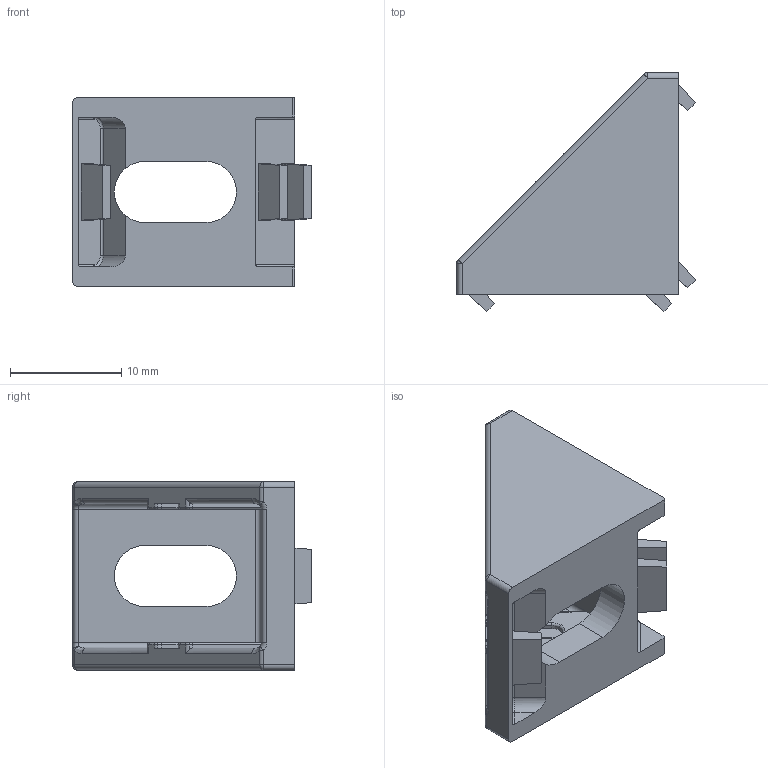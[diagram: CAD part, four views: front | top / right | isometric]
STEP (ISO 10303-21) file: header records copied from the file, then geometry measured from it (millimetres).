
FILE_DESCRIPTION(('STEP AP214'),'1');
FILE_NAME('fath_093w201n05r.stp','2017-10-10T10:42:07',('TraceParts'),('TraceParts S.A.'),'Spatial InterOp 3D',' ',' ');
FILE_SCHEMA(('automotive_design'));
Length unit declared in the file: millimetre
Products named in the file (1): fath_093w201n05r
Bounding box: 21.5 x 21.5 x 17 mm (x, y, z)
Volume: 2042.9 mm3; surface area: 2207.3 mm2
Topology: 1 solids, 1 shells, 165 faces, 411 edges, 248 vertices
Faces by surface type: cylinder 68, plane 61, torus 24, sphere 8, bspline 4
Entity records: 6220 total; most frequent: CARTESIAN_POINT 993, DIRECTION 837, ORIENTED_EDGE 814, EDGE_CURVE 407, AXIS2_PLACEMENT_3D 308, VERTEX_POINT 248, LINE 221, VECTOR 221
